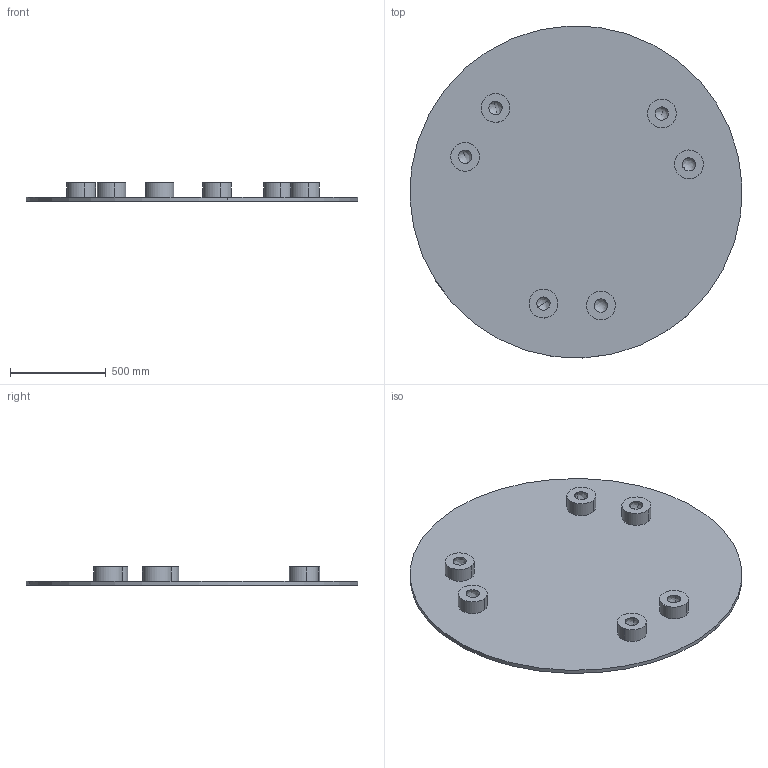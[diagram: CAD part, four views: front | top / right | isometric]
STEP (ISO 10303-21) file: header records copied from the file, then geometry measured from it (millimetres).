
FILE_DESCRIPTION (( 'STEP AP203' ), '1' );
FILE_NAME ('Low_base.STEP', '2022-05-16T14:15:06', ( '' ), ( '' ), 'SwSTEP 2.0', 'SolidWorks 2020', '' );
FILE_SCHEMA (( 'CONFIG_CONTROL_DESIGN' ));
Length unit declared in the file: millimetre
Products named in the file (1): Low_base
Bounding box: 1730.54 x 1730.54 x 95 mm (x, y, z)
Volume: 53719565.9 mm3; surface area: 5101170 mm2
Topology: 1 solids, 1 shells, 34 faces, 96 edges, 52 vertices
Faces by surface type: cylinder 14, bspline 12, plane 8
Entity records: 1923 total; most frequent: CARTESIAN_POINT 1119, DIRECTION 152, ORIENTED_EDGE 144, EDGE_CURVE 72, AXIS2_PLACEMENT_3D 69, VERTEX_POINT 52, EDGE_LOOP 46, CIRCLE 46
